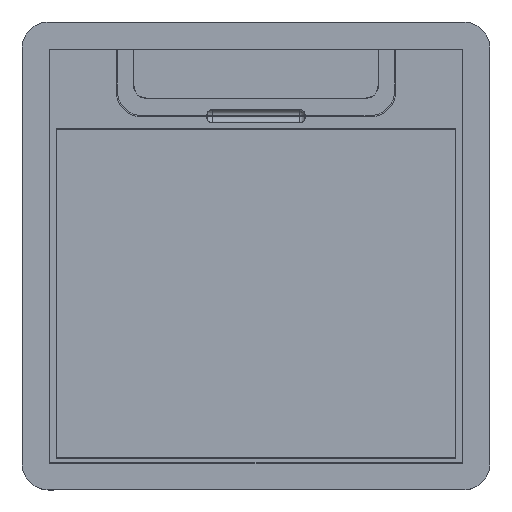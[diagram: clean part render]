
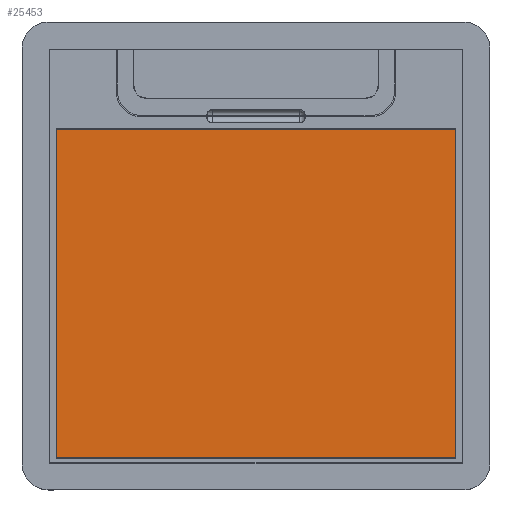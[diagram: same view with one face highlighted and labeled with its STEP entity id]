
A CAD part, top view. The second image highlights one B-rep face of the part: STEP entity #25453.
In plain terms, the highlighted planar face has unit normal (0, 0, 1).
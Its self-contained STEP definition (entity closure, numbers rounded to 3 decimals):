
#24948=CARTESIAN_POINT('Vertex',(-122.974,122.,5.1)) ;
#24951=CARTESIAN_POINT('Line Origine',(-22.77,122.,5.1)) ;
#24955=CARTESIAN_POINT('Vertex',(77.433,122.,5.1)) ;
#25011=CARTESIAN_POINT('Vertex',(77.433,-122.,5.1)) ;
#25014=CARTESIAN_POINT('Line Origine',(-22.77,-122.,5.1)) ;
#25018=CARTESIAN_POINT('Vertex',(-122.974,-122.,5.1)) ;
#25039=CARTESIAN_POINT('Line Origine',(-122.974,0.,5.1)) ;
#25437=CARTESIAN_POINT('Axis2P3D Location',(54.933,0.,5.1)) ;
#25442=CARTESIAN_POINT('Line Origine',(77.433,0.,5.1)) ;
#24952=DIRECTION('Vector Direction',(-1.,0.,0.)) ;
#25015=DIRECTION('Vector Direction',(-1.,0.,0.)) ;
#25040=DIRECTION('Vector Direction',(0.,-1.,0.)) ;
#25438=DIRECTION('Axis2P3D Direction',(0.,0.,1.)) ;
#25439=DIRECTION('Axis2P3D XDirection',(-1.,0.,0.)) ;
#25443=DIRECTION('Vector Direction',(0.,-1.,0.)) ;
#25440=AXIS2_PLACEMENT_3D('Plane Axis2P3D',#25437,#25438,#25439) ;
#25448=ORIENTED_EDGE('',*,*,#25020,.F.) ;
#25449=ORIENTED_EDGE('',*,*,#25446,.F.) ;
#25450=ORIENTED_EDGE('',*,*,#24957,.T.) ;
#25451=ORIENTED_EDGE('',*,*,#25043,.T.) ;
#24953=VECTOR('Line Direction',#24952,1.) ;
#25016=VECTOR('Line Direction',#25015,1.) ;
#25041=VECTOR('Line Direction',#25040,1.) ;
#25444=VECTOR('Line Direction',#25443,1.) ;
#25453=ADVANCED_FACE('Corps de pi\X2\00E8\X0\ce.2',(#25452),#25441,.T.) ;
#24957=EDGE_CURVE('',#24956,#24949,#24954,.T.) ;
#25020=EDGE_CURVE('',#25012,#25019,#25017,.T.) ;
#25043=EDGE_CURVE('',#24949,#25019,#25042,.T.) ;
#25446=EDGE_CURVE('',#24956,#25012,#25445,.T.) ;
#25447=EDGE_LOOP('',(#25448,#25449,#25450,#25451)) ;
#25452=FACE_OUTER_BOUND('',#25447,.T.) ;
#24954=LINE('Line',#24951,#24953) ;
#25017=LINE('Line',#25014,#25016) ;
#25042=LINE('Line',#25039,#25041) ;
#25445=LINE('Line',#25442,#25444) ;
#25441=PLANE('',#25440) ;
#24949=VERTEX_POINT('',#24948) ;
#24956=VERTEX_POINT('',#24955) ;
#25012=VERTEX_POINT('',#25011) ;
#25019=VERTEX_POINT('',#25018) ;
